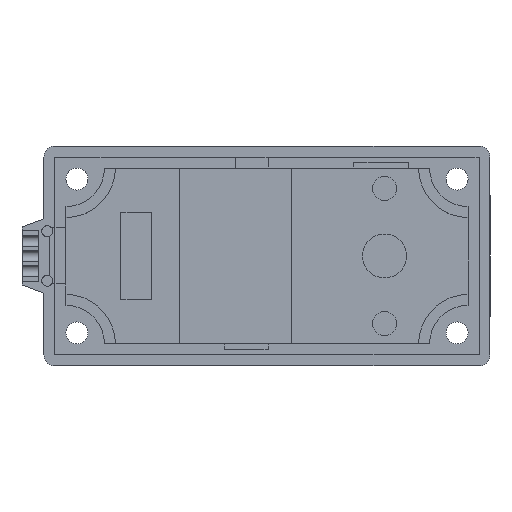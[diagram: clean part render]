
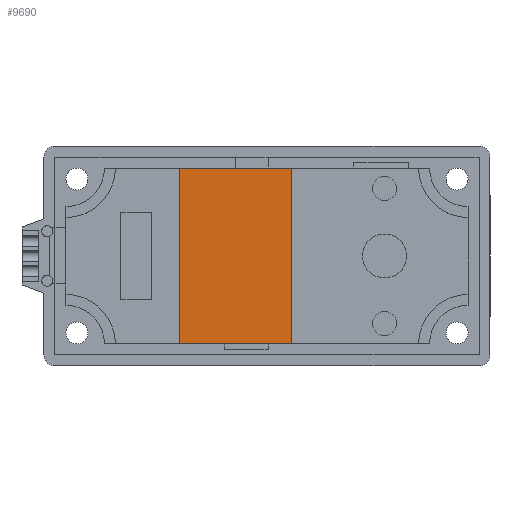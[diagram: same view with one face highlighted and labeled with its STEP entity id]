
A CAD part, top view. The second image highlights one B-rep face of the part: STEP entity #9690.
In plain terms, the highlighted planar face has unit normal (0, 0, 1).
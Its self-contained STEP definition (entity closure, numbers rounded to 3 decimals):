
#8233 = PLANE('',#8234);
#8234 = AXIS2_PLACEMENT_3D('',#8235,#8236,#8237);
#8235 = CARTESIAN_POINT('',(-8.,8.,0.));
#8236 = DIRECTION('',(0.,-1.,0.));
#8237 = DIRECTION('',(1.,0.,0.));
#8656 = PLANE('',#8657);
#8657 = AXIS2_PLACEMENT_3D('',#8658,#8659,#8660);
#8658 = CARTESIAN_POINT('',(2.2,-8.,0.));
#8659 = DIRECTION('',(0.,1.,0.));
#8660 = DIRECTION('',(-1.,0.,0.));
#8916 = PLANE('',#8917);
#8917 = AXIS2_PLACEMENT_3D('',#8918,#8919,#8920);
#8918 = CARTESIAN_POINT('',(2.2,8.,0.));
#8919 = DIRECTION('',(-1.,0.,0.));
#8920 = DIRECTION('',(0.,-1.,0.));
#9066 = VERTEX_POINT('',#9067);
#9067 = CARTESIAN_POINT('',(-8.,8.,-0.3));
#9081 = PLANE('',#9082);
#9082 = AXIS2_PLACEMENT_3D('',#9083,#9084,#9085);
#9083 = CARTESIAN_POINT('',(-8.,-8.,0.));
#9084 = DIRECTION('',(1.,0.,0.));
#9085 = DIRECTION('',(0.,1.,0.));
#9093 = EDGE_CURVE('',#9066,#9094,#9096,.T.);
#9094 = VERTEX_POINT('',#9095);
#9095 = CARTESIAN_POINT('',(2.2,8.,-0.3));
#9096 = SURFACE_CURVE('',#9097,(#9101,#9108),.PCURVE_S1.);
#9097 = LINE('',#9098,#9099);
#9098 = CARTESIAN_POINT('',(-8.,8.,-0.3));
#9099 = VECTOR('',#9100,1.);
#9100 = DIRECTION('',(1.,0.,0.));
#9101 = PCURVE('',#8233,#9102);
#9102 = DEFINITIONAL_REPRESENTATION('',(#9103),#9107);
#9103 = LINE('',#9104,#9105);
#9104 = CARTESIAN_POINT('',(0.,-0.3));
#9105 = VECTOR('',#9106,1.);
#9106 = DIRECTION('',(1.,0.));
#9107 = ( GEOMETRIC_REPRESENTATION_CONTEXT(2) 
PARAMETRIC_REPRESENTATION_CONTEXT() REPRESENTATION_CONTEXT('2D SPACE',''
  ) );
#9108 = PCURVE('',#9109,#9114);
#9109 = PLANE('',#9110);
#9110 = AXIS2_PLACEMENT_3D('',#9111,#9112,#9113);
#9111 = CARTESIAN_POINT('',(-8.,8.,-0.3));
#9112 = DIRECTION('',(0.,0.,1.));
#9113 = DIRECTION('',(1.,0.,0.));
#9114 = DEFINITIONAL_REPRESENTATION('',(#9115),#9119);
#9115 = LINE('',#9116,#9117);
#9116 = CARTESIAN_POINT('',(0.,0.));
#9117 = VECTOR('',#9118,1.);
#9118 = DIRECTION('',(1.,0.));
#9119 = ( GEOMETRIC_REPRESENTATION_CONTEXT(2) 
PARAMETRIC_REPRESENTATION_CONTEXT() REPRESENTATION_CONTEXT('2D SPACE',''
  ) );
#9393 = VERTEX_POINT('',#9394);
#9394 = CARTESIAN_POINT('',(2.2,-8.,-0.3));
#9415 = EDGE_CURVE('',#9393,#9416,#9418,.T.);
#9416 = VERTEX_POINT('',#9417);
#9417 = CARTESIAN_POINT('',(-8.,-8.,-0.3));
#9418 = SURFACE_CURVE('',#9419,(#9423,#9430),.PCURVE_S1.);
#9419 = LINE('',#9420,#9421);
#9420 = CARTESIAN_POINT('',(2.2,-8.,-0.3));
#9421 = VECTOR('',#9422,1.);
#9422 = DIRECTION('',(-1.,0.,0.));
#9423 = PCURVE('',#8656,#9424);
#9424 = DEFINITIONAL_REPRESENTATION('',(#9425),#9429);
#9425 = LINE('',#9426,#9427);
#9426 = CARTESIAN_POINT('',(0.,-0.3));
#9427 = VECTOR('',#9428,1.);
#9428 = DIRECTION('',(1.,0.));
#9429 = ( GEOMETRIC_REPRESENTATION_CONTEXT(2) 
PARAMETRIC_REPRESENTATION_CONTEXT() REPRESENTATION_CONTEXT('2D SPACE',''
  ) );
#9430 = PCURVE('',#9109,#9431);
#9431 = DEFINITIONAL_REPRESENTATION('',(#9432),#9436);
#9432 = LINE('',#9433,#9434);
#9433 = CARTESIAN_POINT('',(10.2,-16.));
#9434 = VECTOR('',#9435,1.);
#9435 = DIRECTION('',(-1.,0.));
#9436 = ( GEOMETRIC_REPRESENTATION_CONTEXT(2) 
PARAMETRIC_REPRESENTATION_CONTEXT() REPRESENTATION_CONTEXT('2D SPACE',''
  ) );
#9464 = EDGE_CURVE('',#9094,#9393,#9465,.T.);
#9465 = SURFACE_CURVE('',#9466,(#9470,#9477),.PCURVE_S1.);
#9466 = LINE('',#9467,#9468);
#9467 = CARTESIAN_POINT('',(2.2,8.,-0.3));
#9468 = VECTOR('',#9469,1.);
#9469 = DIRECTION('',(0.,-1.,0.));
#9470 = PCURVE('',#8916,#9471);
#9471 = DEFINITIONAL_REPRESENTATION('',(#9472),#9476);
#9472 = LINE('',#9473,#9474);
#9473 = CARTESIAN_POINT('',(0.,-0.3));
#9474 = VECTOR('',#9475,1.);
#9475 = DIRECTION('',(1.,0.));
#9476 = ( GEOMETRIC_REPRESENTATION_CONTEXT(2) 
PARAMETRIC_REPRESENTATION_CONTEXT() REPRESENTATION_CONTEXT('2D SPACE',''
  ) );
#9477 = PCURVE('',#9109,#9478);
#9478 = DEFINITIONAL_REPRESENTATION('',(#9479),#9483);
#9479 = LINE('',#9480,#9481);
#9480 = CARTESIAN_POINT('',(10.2,0.));
#9481 = VECTOR('',#9482,1.);
#9482 = DIRECTION('',(0.,-1.));
#9483 = ( GEOMETRIC_REPRESENTATION_CONTEXT(2) 
PARAMETRIC_REPRESENTATION_CONTEXT() REPRESENTATION_CONTEXT('2D SPACE',''
  ) );
#9668 = EDGE_CURVE('',#9416,#9066,#9669,.T.);
#9669 = SURFACE_CURVE('',#9670,(#9674,#9681),.PCURVE_S1.);
#9670 = LINE('',#9671,#9672);
#9671 = CARTESIAN_POINT('',(-8.,-8.,-0.3));
#9672 = VECTOR('',#9673,1.);
#9673 = DIRECTION('',(0.,1.,0.));
#9674 = PCURVE('',#9081,#9675);
#9675 = DEFINITIONAL_REPRESENTATION('',(#9676),#9680);
#9676 = LINE('',#9677,#9678);
#9677 = CARTESIAN_POINT('',(0.,-0.3));
#9678 = VECTOR('',#9679,1.);
#9679 = DIRECTION('',(1.,0.));
#9680 = ( GEOMETRIC_REPRESENTATION_CONTEXT(2) 
PARAMETRIC_REPRESENTATION_CONTEXT() REPRESENTATION_CONTEXT('2D SPACE',''
  ) );
#9681 = PCURVE('',#9109,#9682);
#9682 = DEFINITIONAL_REPRESENTATION('',(#9683),#9687);
#9683 = LINE('',#9684,#9685);
#9684 = CARTESIAN_POINT('',(0.,-16.));
#9685 = VECTOR('',#9686,1.);
#9686 = DIRECTION('',(0.,1.));
#9687 = ( GEOMETRIC_REPRESENTATION_CONTEXT(2) 
PARAMETRIC_REPRESENTATION_CONTEXT() REPRESENTATION_CONTEXT('2D SPACE',''
  ) );
#9690 = ADVANCED_FACE('',(#9691),#9109,.T.);
#9691 = FACE_BOUND('',#9692,.F.);
#9692 = EDGE_LOOP('',(#9693,#9694,#9695,#9696));
#9693 = ORIENTED_EDGE('',*,*,#9093,.T.);
#9694 = ORIENTED_EDGE('',*,*,#9464,.T.);
#9695 = ORIENTED_EDGE('',*,*,#9415,.T.);
#9696 = ORIENTED_EDGE('',*,*,#9668,.T.);
